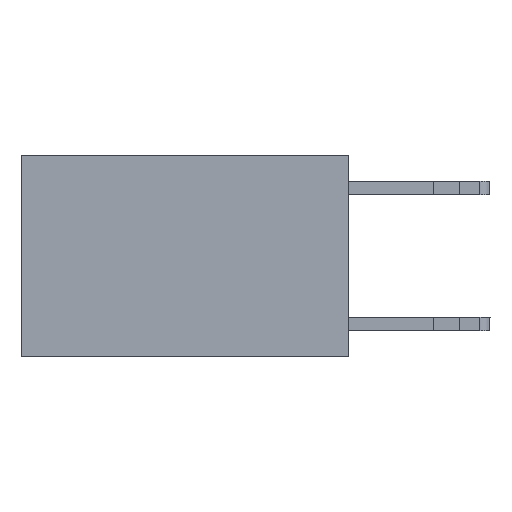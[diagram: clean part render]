
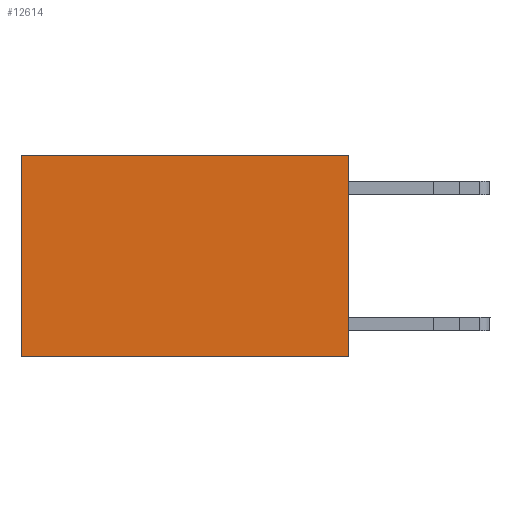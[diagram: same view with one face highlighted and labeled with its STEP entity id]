
A CAD part, left-side view. The second image highlights one B-rep face of the part: STEP entity #12614.
In plain terms, the highlighted planar face has unit normal (-1, 0, 0).
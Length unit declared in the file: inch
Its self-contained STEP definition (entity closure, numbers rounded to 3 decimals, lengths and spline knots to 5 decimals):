
#102 = EDGE_LOOP ( 'NONE', ( #15939, #10368, #6476, #8435 ) ) ;
#959 = VECTOR ( 'NONE', #16492, 39.37008 ) ;
#2153 = EDGE_CURVE ( 'NONE', #3581, #19297, #21200, .T. ) ;
#2733 = AXIS2_PLACEMENT_3D ( 'NONE', #18698, #8828, #20341 ) ;
#3581 = VERTEX_POINT ( 'NONE', #8796 ) ;
#4048 = DIRECTION ( 'NONE',  ( 0., 0., -1. ) ) ;
#4985 = CARTESIAN_POINT ( 'NONE',  ( 0.2625, 0., 0. ) ) ;
#5502 = PLANE ( 'NONE',  #2733 ) ;
#5658 = CARTESIAN_POINT ( 'NONE',  ( 0.2625, 0.6, 0. ) ) ;
#6476 = ORIENTED_EDGE ( 'NONE', *, *, #2153, .F. ) ;
#6804 = EDGE_CURVE ( 'NONE', #12325, #11927, #17687, .T. ) ;
#8103 = LINE ( 'NONE', #14593, #11939 ) ;
#8435 = ORIENTED_EDGE ( 'NONE', *, *, #11768, .T. ) ;
#8584 = VECTOR ( 'NONE', #12529, 39.37008 ) ;
#8796 = CARTESIAN_POINT ( 'NONE',  ( 0.2625, 0., 0. ) ) ;
#8828 = DIRECTION ( 'NONE',  ( 1., 0., 0. ) ) ;
#8980 = LINE ( 'NONE', #4985, #959 ) ;
#9303 = CARTESIAN_POINT ( 'NONE',  ( 0.2625, 0., -0.37 ) ) ;
#10249 = CARTESIAN_POINT ( 'NONE',  ( 0.2625, 0.6, -0.37 ) ) ;
#10368 = ORIENTED_EDGE ( 'NONE', *, *, #14392, .F. ) ;
#11768 = EDGE_CURVE ( 'NONE', #3581, #12325, #8980, .T. ) ;
#11927 = VERTEX_POINT ( 'NONE', #10249 ) ;
#11939 = VECTOR ( 'NONE', #17965, 39.37008 ) ;
#12325 = VERTEX_POINT ( 'NONE', #19657 ) ;
#12529 = DIRECTION ( 'NONE',  ( 0., 0., -1. ) ) ;
#12614 = ADVANCED_FACE ( 'NONE', ( #17975 ), #5502, .F. ) ;
#14392 = EDGE_CURVE ( 'NONE', #19297, #11927, #8103, .T. ) ;
#14593 = CARTESIAN_POINT ( 'NONE',  ( 0.2625, 0., -0.37 ) ) ;
#15939 = ORIENTED_EDGE ( 'NONE', *, *, #6804, .T. ) ;
#16492 = DIRECTION ( 'NONE',  ( 0., 1., 0. ) ) ;
#17160 = VECTOR ( 'NONE', #4048, 39.37008 ) ;
#17687 = LINE ( 'NONE', #5658, #17160 ) ;
#17965 = DIRECTION ( 'NONE',  ( 0., 1., 0. ) ) ;
#17975 = FACE_OUTER_BOUND ( 'NONE', #102, .T. ) ;
#18698 = CARTESIAN_POINT ( 'NONE',  ( 0.2625, 0., 0. ) ) ;
#19297 = VERTEX_POINT ( 'NONE', #9303 ) ;
#19657 = CARTESIAN_POINT ( 'NONE',  ( 0.2625, 0.6, 0. ) ) ;
#20321 = CARTESIAN_POINT ( 'NONE',  ( 0.2625, 0., 0. ) ) ;
#20341 = DIRECTION ( 'NONE',  ( 0., 0., -1. ) ) ;
#21200 = LINE ( 'NONE', #20321, #8584 ) ;
